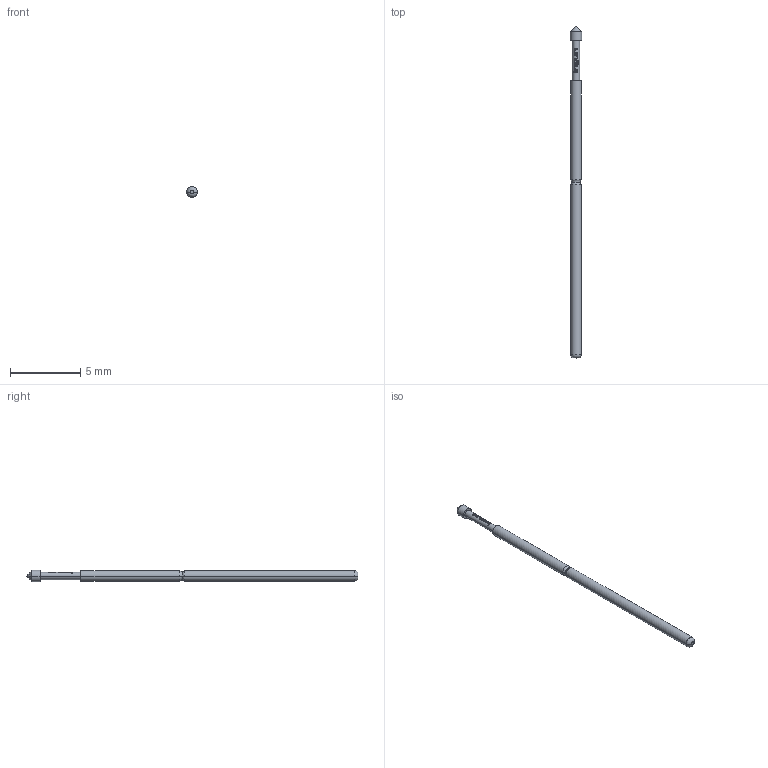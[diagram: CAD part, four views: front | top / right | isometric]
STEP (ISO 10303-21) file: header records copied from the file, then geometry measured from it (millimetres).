
FILE_DESCRIPTION (( 'STEP AP203' ), '1' );
FILE_NAME ('INGUN_GKS-051_358_080_A_xx00_K1.STEP', '2021-09-21T07:12:37', ( 'ochi' ), ( '' ), 'SwSTEP 2.0', 'SolidWorks 2018', '' );
FILE_SCHEMA (( 'CONFIG_CONTROL_DESIGN' ));
Length unit declared in the file: millimetre
Products named in the file (1): INGUN_GKS-051_358_080_A_xx00_K1
Bounding box: 0.8 x 23.6 x 0.8 mm (x, y, z)
Volume: 9.6 mm3; surface area: 54 mm2
Topology: 1 solids, 1 shells, 77 faces, 194 edges, 125 vertices
Faces by surface type: bspline 28, plane 27, cylinder 14, torus 6, cone 2
Entity records: 3601 total; most frequent: CARTESIAN_POINT 2055, ORIENTED_EDGE 384, EDGE_CURVE 192, DIRECTION 162, B_SPLINE_CURVE_WITH_KNOTS 156, VERTEX_POINT 125, EDGE_LOOP 85, FACE_OUTER_BOUND 77
